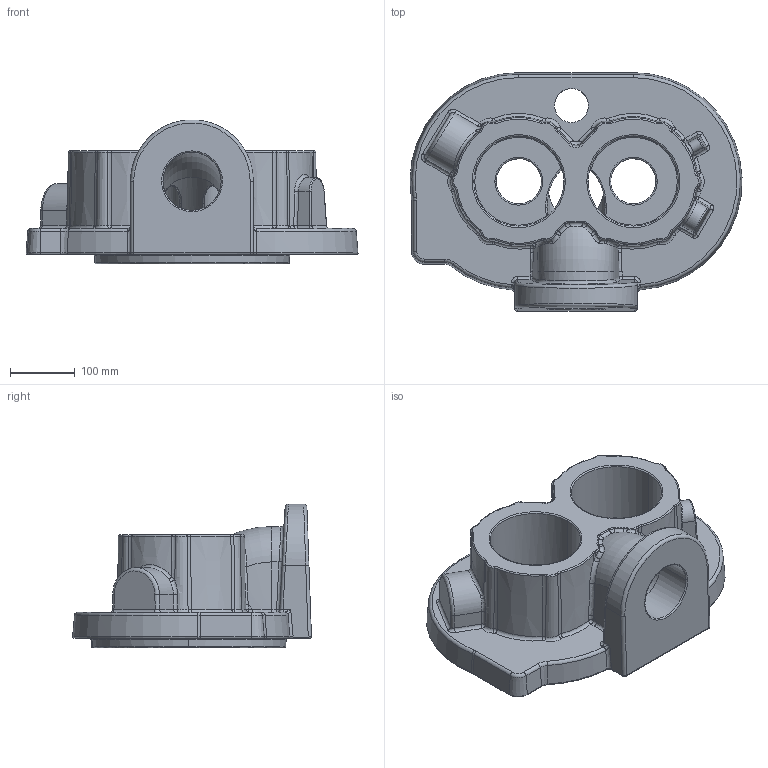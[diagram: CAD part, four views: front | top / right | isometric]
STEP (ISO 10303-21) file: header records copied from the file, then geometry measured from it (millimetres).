
FILE_DESCRIPTION(('CATIA V5 STEP Exchange'),'2;1');
FILE_NAME('ap_casting_before_machining.stp','2014-03-27T16:41:51+00:00',('none'),('none'),'CATIA Version 5 Release 21 GA (IN-10)','CATIA V5 STEP AP203','none');
FILE_SCHEMA(('CONFIG_CONTROL_DESIGN'));
Length unit declared in the file: millimetre
Products named in the file (1): CASTING_EXAMPLE
Bounding box: 513.77 x 369.64 x 222.83 mm (x, y, z)
Volume: 11265460 mm3; surface area: 704973.6 mm2
Topology: 1 solids, 1 shells, 358 faces, 849 edges, 477 vertices
Faces by surface type: bspline 142, torus 82, cylinder 60, cone 32, plane 28, sphere 14
Entity records: 21307 total; most frequent: CARTESIAN_POINT 14593, ORIENTED_EDGE 1670, EDGE_CURVE 835, DIRECTION 806, AXIS2_PLACEMENT_3D 494, VERTEX_POINT 476, B_SPLINE_CURVE_WITH_KNOTS 437, EDGE_LOOP 367
